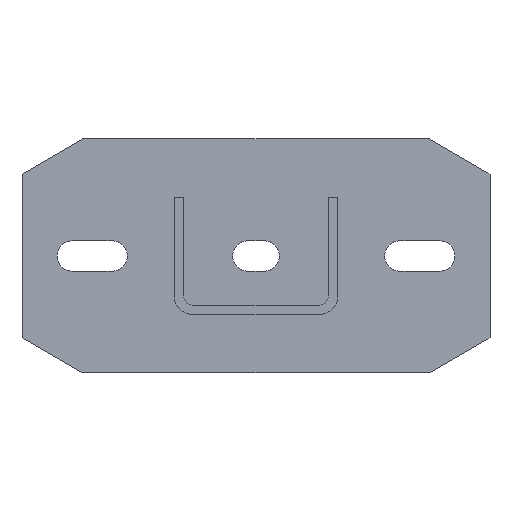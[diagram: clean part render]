
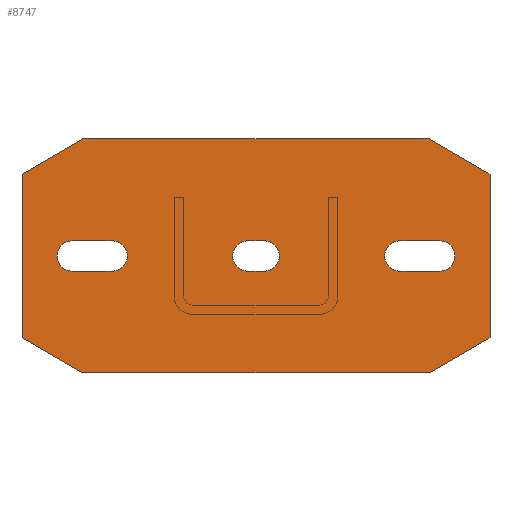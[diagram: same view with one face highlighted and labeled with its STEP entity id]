
A CAD part, front view. The second image highlights one B-rep face of the part: STEP entity #8747.
In plain terms, the highlighted planar face has unit normal (0, -1, 0).
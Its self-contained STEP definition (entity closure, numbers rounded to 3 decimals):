
#2=DIRECTION('',(-0.866,0.,0.5));
#3=VECTOR('',#2,30.);
#4=CARTESIAN_POINT('',(-74.019,0.,-50.));
#5=LINE('',#4,#3);
#6=DIRECTION('',(0.,0.,1.));
#7=VECTOR('',#6,70.);
#8=CARTESIAN_POINT('',(-100.,0.,-35.));
#9=LINE('',#8,#7);
#10=DIRECTION('',(0.866,0.,0.5));
#11=VECTOR('',#10,30.);
#12=CARTESIAN_POINT('',(-100.,0.,35.));
#13=LINE('',#12,#11);
#14=DIRECTION('',(1.,0.,0.));
#15=VECTOR('',#14,148.038);
#16=CARTESIAN_POINT('',(-74.019,0.,50.));
#17=LINE('',#16,#15);
#18=DIRECTION('',(0.866,0.,-0.5));
#19=VECTOR('',#18,30.);
#20=CARTESIAN_POINT('',(74.019,0.,50.));
#21=LINE('',#20,#19);
#22=DIRECTION('',(0.,0.,-1.));
#23=VECTOR('',#22,70.);
#24=CARTESIAN_POINT('',(100.,0.,35.));
#25=LINE('',#24,#23);
#26=DIRECTION('',(-0.866,0.,-0.5));
#27=VECTOR('',#26,30.);
#28=CARTESIAN_POINT('',(100.,0.,-35.));
#29=LINE('',#28,#27);
#30=DIRECTION('',(-1.,0.,0.));
#31=VECTOR('',#30,148.038);
#32=CARTESIAN_POINT('',(74.019,0.,-50.));
#33=LINE('',#32,#31);
#34=CARTESIAN_POINT('',(-78.5,0.,0.));
#35=DIRECTION('',(0.,1.,0.));
#36=DIRECTION('',(0.,0.,-1.));
#37=AXIS2_PLACEMENT_3D('',#34,#35,#36);
#39=DIRECTION('',(-1.,0.,0.));
#40=VECTOR('',#39,17.);
#41=CARTESIAN_POINT('',(-61.5,0.,-6.5));
#42=LINE('',#41,#40);
#43=CARTESIAN_POINT('',(-61.5,0.,0.));
#44=DIRECTION('',(0.,1.,0.));
#45=DIRECTION('',(0.,0.,1.));
#46=AXIS2_PLACEMENT_3D('',#43,#44,#45);
#48=DIRECTION('',(1.,0.,0.));
#49=VECTOR('',#48,17.);
#50=CARTESIAN_POINT('',(-78.5,0.,6.5));
#51=LINE('',#50,#49);
#52=CARTESIAN_POINT('',(78.5,0.,0.));
#53=DIRECTION('',(0.,-1.,0.));
#54=DIRECTION('',(0.,0.,-1.));
#55=AXIS2_PLACEMENT_3D('',#52,#53,#54);
#57=DIRECTION('',(-1.,0.,0.));
#58=VECTOR('',#57,17.);
#59=CARTESIAN_POINT('',(78.5,0.,6.5));
#60=LINE('',#59,#58);
#61=CARTESIAN_POINT('',(61.5,0.,0.));
#62=DIRECTION('',(0.,-1.,0.));
#63=DIRECTION('',(0.,0.,1.));
#64=AXIS2_PLACEMENT_3D('',#61,#62,#63);
#66=DIRECTION('',(1.,0.,0.));
#67=VECTOR('',#66,17.);
#68=CARTESIAN_POINT('',(61.5,0.,-6.5));
#69=LINE('',#68,#67);
#70=CARTESIAN_POINT('',(-3.5,0.,0.));
#71=DIRECTION('',(0.,1.,0.));
#72=DIRECTION('',(0.,0.,-1.));
#73=AXIS2_PLACEMENT_3D('',#70,#71,#72);
#75=DIRECTION('',(-1.,0.,0.));
#76=VECTOR('',#75,7.);
#77=CARTESIAN_POINT('',(3.5,0.,-6.5));
#78=LINE('',#77,#76);
#79=CARTESIAN_POINT('',(3.5,0.,0.));
#80=DIRECTION('',(0.,1.,0.));
#81=DIRECTION('',(0.,0.,1.));
#82=AXIS2_PLACEMENT_3D('',#79,#80,#81);
#84=DIRECTION('',(1.,0.,0.));
#85=VECTOR('',#84,7.);
#86=CARTESIAN_POINT('',(-3.5,0.,6.5));
#87=LINE('',#86,#85);
#6646=CARTESIAN_POINT('',(-74.019,0.,-50.));
#6647=CARTESIAN_POINT('',(-100.,0.,-35.));
#6648=VERTEX_POINT('',#6646);
#6649=VERTEX_POINT('',#6647);
#6650=CARTESIAN_POINT('',(-100.,0.,35.));
#6651=VERTEX_POINT('',#6650);
#6652=CARTESIAN_POINT('',(-74.019,0.,50.));
#6653=VERTEX_POINT('',#6652);
#6654=CARTESIAN_POINT('',(74.019,0.,50.));
#6655=VERTEX_POINT('',#6654);
#6656=CARTESIAN_POINT('',(100.,0.,35.));
#6657=VERTEX_POINT('',#6656);
#6658=CARTESIAN_POINT('',(100.,0.,-35.));
#6659=VERTEX_POINT('',#6658);
#6660=CARTESIAN_POINT('',(74.019,0.,-50.));
#6661=VERTEX_POINT('',#6660);
#6678=CARTESIAN_POINT('',(-78.5,0.,-6.5));
#6679=CARTESIAN_POINT('',(-78.5,0.,6.5));
#6680=VERTEX_POINT('',#6678);
#6681=VERTEX_POINT('',#6679);
#6682=CARTESIAN_POINT('',(-61.5,0.,6.5));
#6683=VERTEX_POINT('',#6682);
#6684=CARTESIAN_POINT('',(-61.5,0.,-6.5));
#6685=VERTEX_POINT('',#6684);
#6694=CARTESIAN_POINT('',(78.5,0.,-6.5));
#6695=CARTESIAN_POINT('',(78.5,0.,6.5));
#6696=VERTEX_POINT('',#6694);
#6697=VERTEX_POINT('',#6695);
#6698=CARTESIAN_POINT('',(61.5,0.,6.5));
#6699=VERTEX_POINT('',#6698);
#6700=CARTESIAN_POINT('',(61.5,0.,-6.5));
#6701=VERTEX_POINT('',#6700);
#6710=CARTESIAN_POINT('',(-3.5,0.,-6.5));
#6711=CARTESIAN_POINT('',(-3.5,0.,6.5));
#6712=VERTEX_POINT('',#6710);
#6713=VERTEX_POINT('',#6711);
#6714=CARTESIAN_POINT('',(3.5,0.,6.5));
#6715=VERTEX_POINT('',#6714);
#6716=CARTESIAN_POINT('',(3.5,0.,-6.5));
#6717=VERTEX_POINT('',#6716);
#8694=CARTESIAN_POINT('',(0.,0.,0.));
#8695=DIRECTION('',(0.,1.,0.));
#8696=DIRECTION('',(1.,0.,0.));
#8697=AXIS2_PLACEMENT_3D('',#8694,#8695,#8696);
#8698=PLANE('',#8697);
#8700=ORIENTED_EDGE('',*,*,#8699,.T.);
#8702=ORIENTED_EDGE('',*,*,#8701,.T.);
#8704=ORIENTED_EDGE('',*,*,#8703,.T.);
#8706=ORIENTED_EDGE('',*,*,#8705,.T.);
#8708=ORIENTED_EDGE('',*,*,#8707,.T.);
#8710=ORIENTED_EDGE('',*,*,#8709,.T.);
#8712=ORIENTED_EDGE('',*,*,#8711,.T.);
#8714=ORIENTED_EDGE('',*,*,#8713,.T.);
#8715=EDGE_LOOP('',(#8700,#8702,#8704,#8706,#8708,#8710,#8712,#8714));
#8716=FACE_OUTER_BOUND('',#8715,.F.);
#8718=ORIENTED_EDGE('',*,*,#8717,.F.);
#8720=ORIENTED_EDGE('',*,*,#8719,.F.);
#8722=ORIENTED_EDGE('',*,*,#8721,.F.);
#8724=ORIENTED_EDGE('',*,*,#8723,.F.);
#8725=EDGE_LOOP('',(#8718,#8720,#8722,#8724));
#8726=FACE_BOUND('',#8725,.F.);
#8728=ORIENTED_EDGE('',*,*,#8727,.T.);
#8730=ORIENTED_EDGE('',*,*,#8729,.T.);
#8732=ORIENTED_EDGE('',*,*,#8731,.T.);
#8734=ORIENTED_EDGE('',*,*,#8733,.T.);
#8735=EDGE_LOOP('',(#8728,#8730,#8732,#8734));
#8736=FACE_BOUND('',#8735,.F.);
#8738=ORIENTED_EDGE('',*,*,#8737,.F.);
#8740=ORIENTED_EDGE('',*,*,#8739,.F.);
#8742=ORIENTED_EDGE('',*,*,#8741,.F.);
#8744=ORIENTED_EDGE('',*,*,#8743,.F.);
#8745=EDGE_LOOP('',(#8738,#8740,#8742,#8744));
#8746=FACE_BOUND('',#8745,.F.);
#8747=ADVANCED_FACE('',(#8716,#8726,#8736,#8746),#8698,.F.);
#38=CIRCLE('',#37,6.5);
#47=CIRCLE('',#46,6.5);
#56=CIRCLE('',#55,6.5);
#65=CIRCLE('',#64,6.5);
#74=CIRCLE('',#73,6.5);
#83=CIRCLE('',#82,6.5);
#8699=EDGE_CURVE('',#6648,#6649,#5,.T.);
#8701=EDGE_CURVE('',#6649,#6651,#9,.T.);
#8703=EDGE_CURVE('',#6651,#6653,#13,.T.);
#8705=EDGE_CURVE('',#6653,#6655,#17,.T.);
#8707=EDGE_CURVE('',#6655,#6657,#21,.T.);
#8709=EDGE_CURVE('',#6657,#6659,#25,.T.);
#8711=EDGE_CURVE('',#6659,#6661,#29,.T.);
#8713=EDGE_CURVE('',#6661,#6648,#33,.T.);
#8717=EDGE_CURVE('',#6680,#6681,#38,.T.);
#8719=EDGE_CURVE('',#6685,#6680,#42,.T.);
#8721=EDGE_CURVE('',#6683,#6685,#47,.T.);
#8723=EDGE_CURVE('',#6681,#6683,#51,.T.);
#8727=EDGE_CURVE('',#6696,#6697,#56,.T.);
#8729=EDGE_CURVE('',#6697,#6699,#60,.T.);
#8731=EDGE_CURVE('',#6699,#6701,#65,.T.);
#8733=EDGE_CURVE('',#6701,#6696,#69,.T.);
#8737=EDGE_CURVE('',#6712,#6713,#74,.T.);
#8739=EDGE_CURVE('',#6717,#6712,#78,.T.);
#8741=EDGE_CURVE('',#6715,#6717,#83,.T.);
#8743=EDGE_CURVE('',#6713,#6715,#87,.T.);
